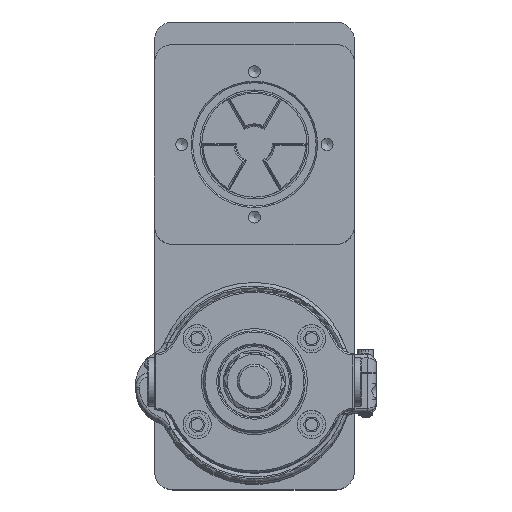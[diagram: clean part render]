
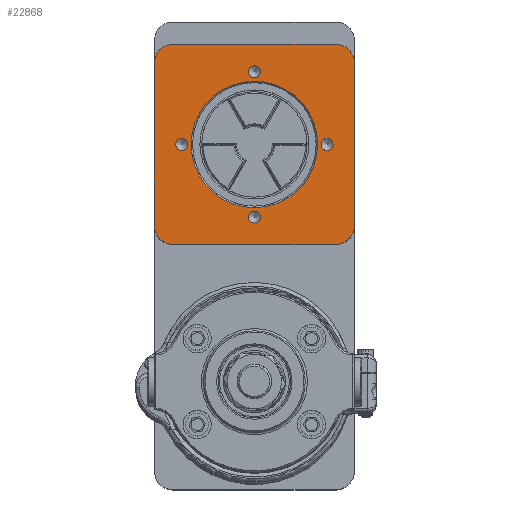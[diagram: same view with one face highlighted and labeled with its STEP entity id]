
A CAD part, top view. The second image highlights one B-rep face of the part: STEP entity #22868.
In plain terms, the highlighted planar face has unit normal (0, 0, 1).
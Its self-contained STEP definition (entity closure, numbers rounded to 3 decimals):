
#335 = ORIENTED_EDGE ( 'NONE', *, *, #15947, .T. ) ;
#625 = AXIS2_PLACEMENT_3D ( 'NONE', #9594, #5808, #20939 ) ;
#1003 = VERTEX_POINT ( 'NONE', #15915 ) ;
#1134 = CIRCLE ( 'NONE', #18356, 2.1 ) ;
#1232 = DIRECTION ( 'NONE',  ( -1., 0., 0. ) ) ;
#1292 = EDGE_LOOP ( 'NONE', ( #10483 ) ) ;
#1305 = CIRCLE ( 'NONE', #16879, 6.35 ) ;
#1603 = VERTEX_POINT ( 'NONE', #9254 ) ;
#2118 = DIRECTION ( 'NONE',  ( 0., 0., 1. ) ) ;
#2161 = ORIENTED_EDGE ( 'NONE', *, *, #6006, .F. ) ;
#2434 = VERTEX_POINT ( 'NONE', #15301 ) ;
#2442 = VERTEX_POINT ( 'NONE', #5653 ) ;
#2721 = CARTESIAN_POINT ( 'NONE',  ( -34.925, 28.575, 44.399 ) ) ;
#2751 = DIRECTION ( 'NONE',  ( 0., 0., -1. ) ) ;
#3331 = CIRCLE ( 'NONE', #5776, 22.098 ) ;
#3549 = CARTESIAN_POINT ( 'NONE',  ( 34.925, -34.925, 44.399 ) ) ;
#4275 = CARTESIAN_POINT ( 'NONE',  ( 25.4, 0., 44.399 ) ) ;
#4659 = EDGE_CURVE ( 'NONE', #2442, #19852, #7318, .T. ) ;
#4929 = ORIENTED_EDGE ( 'NONE', *, *, #22246, .T. ) ;
#5060 = VERTEX_POINT ( 'NONE', #21985 ) ;
#5301 = CARTESIAN_POINT ( 'NONE',  ( -28.575, 28.575, 44.399 ) ) ;
#5506 = VECTOR ( 'NONE', #13474, 1000. ) ;
#5544 = EDGE_CURVE ( 'NONE', #5060, #2442, #9345, .T. ) ;
#5653 = CARTESIAN_POINT ( 'NONE',  ( 34.925, 28.575, 44.399 ) ) ;
#5776 = AXIS2_PLACEMENT_3D ( 'NONE', #18853, #9371, #16979 ) ;
#5808 = DIRECTION ( 'NONE',  ( 0., 0., 1. ) ) ;
#6006 = EDGE_CURVE ( 'NONE', #6621, #6621, #1134, .T. ) ;
#6156 = FACE_BOUND ( 'NONE', #9744, .T. ) ;
#6184 = DIRECTION ( 'NONE',  ( 1., 0., 0. ) ) ;
#6380 = ORIENTED_EDGE ( 'NONE', *, *, #12647, .T. ) ;
#6621 = VERTEX_POINT ( 'NONE', #12263 ) ;
#6689 = VERTEX_POINT ( 'NONE', #10538 ) ;
#6841 = VERTEX_POINT ( 'NONE', #8649 ) ;
#7318 = CIRCLE ( 'NONE', #11074, 6.35 ) ;
#7488 = CARTESIAN_POINT ( 'NONE',  ( 0., 25.4, 44.399 ) ) ;
#7841 = ORIENTED_EDGE ( 'NONE', *, *, #13354, .T. ) ;
#7869 = ORIENTED_EDGE ( 'NONE', *, *, #15878, .T. ) ;
#8182 = FACE_BOUND ( 'NONE', #15774, .T. ) ;
#8358 = VECTOR ( 'NONE', #20228, 1000. ) ;
#8649 = CARTESIAN_POINT ( 'NONE',  ( -34.925, -28.575, 44.399 ) ) ;
#8667 = VERTEX_POINT ( 'NONE', #23889 ) ;
#9254 = CARTESIAN_POINT ( 'NONE',  ( 2.1, -25.4, 44.399 ) ) ;
#9345 = LINE ( 'NONE', #3549, #8358 ) ;
#9371 = DIRECTION ( 'NONE',  ( 0., 0., -1. ) ) ;
#9594 = CARTESIAN_POINT ( 'NONE',  ( -28.575, -28.575, 44.399 ) ) ;
#9651 = CARTESIAN_POINT ( 'NONE',  ( 28.575, -28.575, 44.399 ) ) ;
#9744 = EDGE_LOOP ( 'NONE', ( #22221 ) ) ;
#9787 = EDGE_CURVE ( 'NONE', #1603, #1603, #14417, .T. ) ;
#9789 = ORIENTED_EDGE ( 'NONE', *, *, #11657, .T. ) ;
#10483 = ORIENTED_EDGE ( 'NONE', *, *, #23483, .F. ) ;
#10534 = DIRECTION ( 'NONE',  ( 0., 0., 1. ) ) ;
#10537 = DIRECTION ( 'NONE',  ( -1., 0., 0. ) ) ;
#10538 = CARTESIAN_POINT ( 'NONE',  ( -28.575, -34.925, 44.399 ) ) ;
#10541 = EDGE_LOOP ( 'NONE', ( #21407 ) ) ;
#10606 = CARTESIAN_POINT ( 'NONE',  ( 0., -25.4, 44.399 ) ) ;
#10846 = DIRECTION ( 'NONE',  ( 0., 0., 1. ) ) ;
#11074 = AXIS2_PLACEMENT_3D ( 'NONE', #21552, #13689, #12318 ) ;
#11401 = CIRCLE ( 'NONE', #625, 6.35 ) ;
#11494 = VECTOR ( 'NONE', #17565, 1000. ) ;
#11657 = EDGE_CURVE ( 'NONE', #15182, #5060, #1305, .T. ) ;
#12263 = CARTESIAN_POINT ( 'NONE',  ( -23.3, 0., 44.399 ) ) ;
#12318 = DIRECTION ( 'NONE',  ( -1., 0., 0. ) ) ;
#12348 = EDGE_LOOP ( 'NONE', ( #6380, #335, #7841, #9789, #21678, #19664, #4929, #7869 ) ) ;
#12428 = DIRECTION ( 'NONE',  ( 0., 0., 1. ) ) ;
#12449 = ORIENTED_EDGE ( 'NONE', *, *, #9787, .F. ) ;
#12647 = EDGE_CURVE ( 'NONE', #15329, #6841, #23190, .T. ) ;
#12866 = CARTESIAN_POINT ( 'NONE',  ( -34.925, 34.925, 44.399 ) ) ;
#12966 = CIRCLE ( 'NONE', #15785, 2.1 ) ;
#12987 = DIRECTION ( 'NONE',  ( 1., 0., 0. ) ) ;
#13059 = AXIS2_PLACEMENT_3D ( 'NONE', #4275, #12428, #6184 ) ;
#13354 = EDGE_CURVE ( 'NONE', #6689, #15182, #18522, .T. ) ;
#13474 = DIRECTION ( 'NONE',  ( 1., 0., 0. ) ) ;
#13689 = DIRECTION ( 'NONE',  ( 0., 0., 1. ) ) ;
#14150 = FACE_OUTER_BOUND ( 'NONE', #12348, .T. ) ;
#14417 = CIRCLE ( 'NONE', #19597, 2.1 ) ;
#14820 = CARTESIAN_POINT ( 'NONE',  ( 28.575, 34.925, 44.399 ) ) ;
#15124 = DIRECTION ( 'NONE',  ( 0., 0., 1. ) ) ;
#15182 = VERTEX_POINT ( 'NONE', #24645 ) ;
#15301 = CARTESIAN_POINT ( 'NONE',  ( -28.575, 34.925, 44.399 ) ) ;
#15329 = VERTEX_POINT ( 'NONE', #2721 ) ;
#15431 = EDGE_LOOP ( 'NONE', ( #2161 ) ) ;
#15774 = EDGE_LOOP ( 'NONE', ( #12449 ) ) ;
#15785 = AXIS2_PLACEMENT_3D ( 'NONE', #7488, #15124, #12987 ) ;
#15878 = EDGE_CURVE ( 'NONE', #2434, #15329, #24541, .T. ) ;
#15915 = CARTESIAN_POINT ( 'NONE',  ( -22.098, 0., 44.399 ) ) ;
#15947 = EDGE_CURVE ( 'NONE', #6841, #6689, #11401, .T. ) ;
#16193 = AXIS2_PLACEMENT_3D ( 'NONE', #5301, #22696, #20699 ) ;
#16879 = AXIS2_PLACEMENT_3D ( 'NONE', #9651, #2118, #20633 ) ;
#16979 = DIRECTION ( 'NONE',  ( -1., 0., 0. ) ) ;
#17565 = DIRECTION ( 'NONE',  ( 0., -1., 0. ) ) ;
#17773 = DIRECTION ( 'NONE',  ( 1., 0., 0. ) ) ;
#17778 = FACE_BOUND ( 'NONE', #1292, .T. ) ;
#17902 = VERTEX_POINT ( 'NONE', #20024 ) ;
#18356 = AXIS2_PLACEMENT_3D ( 'NONE', #21523, #10534, #17773 ) ;
#18522 = LINE ( 'NONE', #24446, #5506 ) ;
#18639 = CIRCLE ( 'NONE', #13059, 2.1 ) ;
#18853 = CARTESIAN_POINT ( 'NONE',  ( 0., 0., 44.399 ) ) ;
#19597 = AXIS2_PLACEMENT_3D ( 'NONE', #10606, #10846, #22327 ) ;
#19664 = ORIENTED_EDGE ( 'NONE', *, *, #4659, .T. ) ;
#19676 = CARTESIAN_POINT ( 'NONE',  ( -34.925, -34.925, 44.399 ) ) ;
#19773 = PLANE ( 'NONE',  #21688 ) ;
#19852 = VERTEX_POINT ( 'NONE', #14820 ) ;
#19909 = FACE_BOUND ( 'NONE', #15431, .T. ) ;
#20024 = CARTESIAN_POINT ( 'NONE',  ( 27.5, 0., 44.399 ) ) ;
#20228 = DIRECTION ( 'NONE',  ( 0., 1., 0. ) ) ;
#20363 = LINE ( 'NONE', #12866, #23413 ) ;
#20633 = DIRECTION ( 'NONE',  ( -1., 0., 0. ) ) ;
#20699 = DIRECTION ( 'NONE',  ( -1., 0., 0. ) ) ;
#20939 = DIRECTION ( 'NONE',  ( -1., 0., 0. ) ) ;
#21401 = FACE_BOUND ( 'NONE', #10541, .T. ) ;
#21407 = ORIENTED_EDGE ( 'NONE', *, *, #23468, .T. ) ;
#21523 = CARTESIAN_POINT ( 'NONE',  ( -25.4, 0., 44.399 ) ) ;
#21552 = CARTESIAN_POINT ( 'NONE',  ( 28.575, 28.575, 44.399 ) ) ;
#21599 = EDGE_CURVE ( 'NONE', #17902, #17902, #18639, .T. ) ;
#21678 = ORIENTED_EDGE ( 'NONE', *, *, #5544, .T. ) ;
#21688 = AXIS2_PLACEMENT_3D ( 'NONE', #23777, #2751, #10537 ) ;
#21985 = CARTESIAN_POINT ( 'NONE',  ( 34.925, -28.575, 44.399 ) ) ;
#22221 = ORIENTED_EDGE ( 'NONE', *, *, #21599, .F. ) ;
#22246 = EDGE_CURVE ( 'NONE', #19852, #2434, #20363, .T. ) ;
#22327 = DIRECTION ( 'NONE',  ( 1., 0., 0. ) ) ;
#22696 = DIRECTION ( 'NONE',  ( 0., 0., 1. ) ) ;
#22868 = ADVANCED_FACE ( 'NONE', ( #19909, #6156, #17778, #8182, #21401, #14150 ), #19773, .F. ) ;
#23190 = LINE ( 'NONE', #19676, #11494 ) ;
#23413 = VECTOR ( 'NONE', #1232, 1000. ) ;
#23468 = EDGE_CURVE ( 'NONE', #1003, #1003, #3331, .T. ) ;
#23483 = EDGE_CURVE ( 'NONE', #8667, #8667, #12966, .T. ) ;
#23777 = CARTESIAN_POINT ( 'NONE',  ( 0., 0., 44.399 ) ) ;
#23889 = CARTESIAN_POINT ( 'NONE',  ( 2.1, 25.4, 44.399 ) ) ;
#24446 = CARTESIAN_POINT ( 'NONE',  ( -34.925, -34.925, 44.399 ) ) ;
#24541 = CIRCLE ( 'NONE', #16193, 6.35 ) ;
#24645 = CARTESIAN_POINT ( 'NONE',  ( 28.575, -34.925, 44.399 ) ) ;
